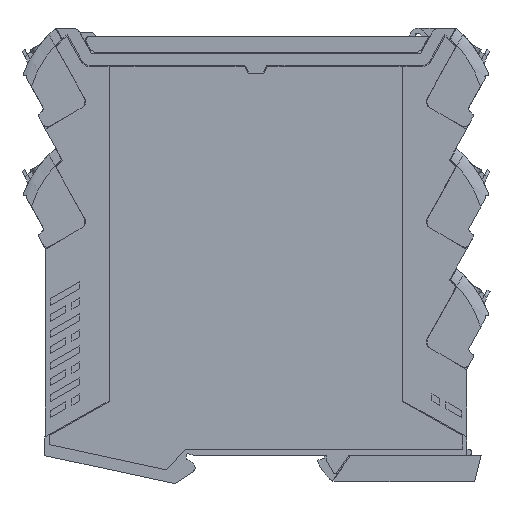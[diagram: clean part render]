
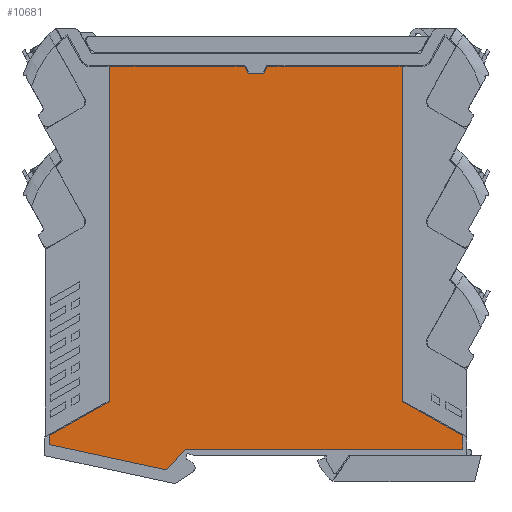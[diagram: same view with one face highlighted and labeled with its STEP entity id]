
A CAD part, left-side view. The second image highlights one B-rep face of the part: STEP entity #10681.
In plain terms, the highlighted planar face has unit normal (-1, 0, 0).
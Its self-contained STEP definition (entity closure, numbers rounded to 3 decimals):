
#10659=AXIS2_PLACEMENT_3D('Plane Axis2P3D',#10656,#10657,#10658) ;
#8088=CARTESIAN_POINT('Vertex',(0.,110.437,12.04)) ;
#8091=CARTESIAN_POINT('Line Origine',(0.,102.821,16.305)) ;
#8095=CARTESIAN_POINT('Vertex',(0.,95.205,20.571)) ;
#8120=CARTESIAN_POINT('Vertex',(0.,110.437,9.771)) ;
#8123=CARTESIAN_POINT('Line Origine',(0.,110.437,10.906)) ;
#8145=CARTESIAN_POINT('Vertex',(0.,80.884,3.413)) ;
#8148=CARTESIAN_POINT('Line Origine',(0.,95.661,6.592)) ;
#8166=CARTESIAN_POINT('Line Origine',(0.,78.847,5.745)) ;
#8170=CARTESIAN_POINT('Vertex',(0.,76.81,8.077)) ;
#8177=CARTESIAN_POINT('Vertex',(0.,76.332,8.624)) ;
#8180=CARTESIAN_POINT('Line Origine',(0.,76.568,8.353)) ;
#8184=CARTESIAN_POINT('Vertex',(0.,76.805,8.082)) ;
#8187=CARTESIAN_POINT('Line Origine',(0.,76.808,8.079)) ;
#8213=CARTESIAN_POINT('Vertex',(0.,6.773,8.624)) ;
#8216=CARTESIAN_POINT('Line Origine',(0.,41.552,8.624)) ;
#8238=CARTESIAN_POINT('Vertex',(0.,6.773,12.04)) ;
#8241=CARTESIAN_POINT('Line Origine',(0.,6.773,10.332)) ;
#8263=CARTESIAN_POINT('Vertex',(0.,22.005,20.571)) ;
#8266=CARTESIAN_POINT('Line Origine',(0.,14.389,16.305)) ;
#8288=CARTESIAN_POINT('Vertex',(0.,22.005,104.524)) ;
#8291=CARTESIAN_POINT('Line Origine',(0.,22.005,62.547)) ;
#8308=CARTESIAN_POINT('Vertex',(0.,55.774,104.524)) ;
#8311=CARTESIAN_POINT('Line Origine',(0.,54.024,104.524)) ;
#8315=CARTESIAN_POINT('Vertex',(0.,52.274,104.524)) ;
#8318=CARTESIAN_POINT('Line Origine',(0.,37.14,104.524)) ;
#8341=CARTESIAN_POINT('Vertex',(0.,56.66,102.624)) ;
#8344=CARTESIAN_POINT('Line Origine',(0.,56.217,103.574)) ;
#8366=CARTESIAN_POINT('Vertex',(0.,60.55,102.624)) ;
#8369=CARTESIAN_POINT('Line Origine',(0.,58.605,102.624)) ;
#8391=CARTESIAN_POINT('Vertex',(0.,61.436,104.524)) ;
#8394=CARTESIAN_POINT('Line Origine',(0.,60.993,103.574)) ;
#8407=CARTESIAN_POINT('Line Origine',(0.,63.186,104.524)) ;
#8411=CARTESIAN_POINT('Vertex',(0.,64.936,104.524)) ;
#8418=CARTESIAN_POINT('Vertex',(0.,95.205,104.524)) ;
#8421=CARTESIAN_POINT('Line Origine',(0.,80.07,104.524)) ;
#8440=CARTESIAN_POINT('Line Origine',(0.,95.205,62.547)) ;
#10656=CARTESIAN_POINT('Axis2P3D Location',(0.,58.605,7.024)) ;
#8092=DIRECTION('Vector Direction',(0.,0.872,-0.489)) ;
#8124=DIRECTION('Vector Direction',(0.,0.,-1.)) ;
#8149=DIRECTION('Vector Direction',(0.,-0.978,-0.21)) ;
#8167=DIRECTION('Vector Direction',(0.,-0.658,0.753)) ;
#8181=DIRECTION('Vector Direction',(0.,-0.658,0.753)) ;
#8188=DIRECTION('Vector Direction',(0.,-0.658,0.753)) ;
#8217=DIRECTION('Vector Direction',(0.,1.,0.)) ;
#8242=DIRECTION('Vector Direction',(0.,0.,1.)) ;
#8267=DIRECTION('Vector Direction',(0.,0.872,0.489)) ;
#8292=DIRECTION('Vector Direction',(0.,0.,1.)) ;
#8312=DIRECTION('Vector Direction',(0.,1.,0.)) ;
#8319=DIRECTION('Vector Direction',(0.,1.,0.)) ;
#8345=DIRECTION('Vector Direction',(0.,-0.423,0.906)) ;
#8370=DIRECTION('Vector Direction',(0.,1.,0.)) ;
#8395=DIRECTION('Vector Direction',(0.,0.423,0.906)) ;
#8408=DIRECTION('Vector Direction',(0.,1.,0.)) ;
#8422=DIRECTION('Vector Direction',(0.,1.,0.)) ;
#8441=DIRECTION('Vector Direction',(0.,0.,-1.)) ;
#10657=DIRECTION('Axis2P3D Direction',(-1.,0.,0.)) ;
#10658=DIRECTION('Axis2P3D XDirection',(0.,1.,0.)) ;
#8093=VECTOR('Line Direction',#8092,1.) ;
#8125=VECTOR('Line Direction',#8124,1.) ;
#8150=VECTOR('Line Direction',#8149,1.) ;
#8168=VECTOR('Line Direction',#8167,1.) ;
#8182=VECTOR('Line Direction',#8181,1.) ;
#8189=VECTOR('Line Direction',#8188,1.) ;
#8218=VECTOR('Line Direction',#8217,1.) ;
#8243=VECTOR('Line Direction',#8242,1.) ;
#8268=VECTOR('Line Direction',#8267,1.) ;
#8293=VECTOR('Line Direction',#8292,1.) ;
#8313=VECTOR('Line Direction',#8312,1.) ;
#8320=VECTOR('Line Direction',#8319,1.) ;
#8346=VECTOR('Line Direction',#8345,1.) ;
#8371=VECTOR('Line Direction',#8370,1.) ;
#8396=VECTOR('Line Direction',#8395,1.) ;
#8409=VECTOR('Line Direction',#8408,1.) ;
#8423=VECTOR('Line Direction',#8422,1.) ;
#8442=VECTOR('Line Direction',#8441,1.) ;
#10662=ORIENTED_EDGE('',*,*,#8172,.T.) ;
#10663=ORIENTED_EDGE('',*,*,#8191,.T.) ;
#10664=ORIENTED_EDGE('',*,*,#8186,.T.) ;
#10665=ORIENTED_EDGE('',*,*,#8220,.T.) ;
#10666=ORIENTED_EDGE('',*,*,#8245,.T.) ;
#10667=ORIENTED_EDGE('',*,*,#8270,.T.) ;
#10668=ORIENTED_EDGE('',*,*,#8295,.T.) ;
#10669=ORIENTED_EDGE('',*,*,#8322,.T.) ;
#10670=ORIENTED_EDGE('',*,*,#8317,.T.) ;
#10671=ORIENTED_EDGE('',*,*,#8348,.T.) ;
#10672=ORIENTED_EDGE('',*,*,#8373,.T.) ;
#10673=ORIENTED_EDGE('',*,*,#8398,.T.) ;
#10674=ORIENTED_EDGE('',*,*,#8413,.T.) ;
#10675=ORIENTED_EDGE('',*,*,#8425,.T.) ;
#10676=ORIENTED_EDGE('',*,*,#8444,.T.) ;
#10677=ORIENTED_EDGE('',*,*,#8097,.T.) ;
#10678=ORIENTED_EDGE('',*,*,#8127,.T.) ;
#10679=ORIENTED_EDGE('',*,*,#8152,.T.) ;
#10681=ADVANCED_FACE('GEHAEUSE',(#10680),#10660,.T.) ;
#8097=EDGE_CURVE('',#8096,#8089,#8094,.T.) ;
#8127=EDGE_CURVE('',#8089,#8121,#8126,.T.) ;
#8152=EDGE_CURVE('',#8121,#8146,#8151,.T.) ;
#8172=EDGE_CURVE('',#8146,#8171,#8169,.T.) ;
#8186=EDGE_CURVE('',#8185,#8178,#8183,.T.) ;
#8191=EDGE_CURVE('',#8171,#8185,#8190,.T.) ;
#8220=EDGE_CURVE('',#8178,#8214,#8219,.F.) ;
#8245=EDGE_CURVE('',#8214,#8239,#8244,.T.) ;
#8270=EDGE_CURVE('',#8239,#8264,#8269,.T.) ;
#8295=EDGE_CURVE('',#8264,#8289,#8294,.T.) ;
#8317=EDGE_CURVE('',#8316,#8309,#8314,.T.) ;
#8322=EDGE_CURVE('',#8289,#8316,#8321,.T.) ;
#8348=EDGE_CURVE('',#8309,#8342,#8347,.F.) ;
#8373=EDGE_CURVE('',#8342,#8367,#8372,.T.) ;
#8398=EDGE_CURVE('',#8367,#8392,#8397,.T.) ;
#8413=EDGE_CURVE('',#8392,#8412,#8410,.T.) ;
#8425=EDGE_CURVE('',#8412,#8419,#8424,.T.) ;
#8444=EDGE_CURVE('',#8419,#8096,#8443,.T.) ;
#10661=EDGE_LOOP('',(#10662,#10663,#10664,#10665,#10666,#10667,#10668,#10669,#10670,#10671,#10672,#10673,#10674,#10675,#10676,#10677,#10678,#10679)) ;
#10680=FACE_OUTER_BOUND('',#10661,.T.) ;
#8094=LINE('Line',#8091,#8093) ;
#8126=LINE('Line',#8123,#8125) ;
#8151=LINE('Line',#8148,#8150) ;
#8169=LINE('Line',#8166,#8168) ;
#8183=LINE('Line',#8180,#8182) ;
#8190=LINE('Line',#8187,#8189) ;
#8219=LINE('Line',#8216,#8218) ;
#8244=LINE('Line',#8241,#8243) ;
#8269=LINE('Line',#8266,#8268) ;
#8294=LINE('Line',#8291,#8293) ;
#8314=LINE('Line',#8311,#8313) ;
#8321=LINE('Line',#8318,#8320) ;
#8347=LINE('Line',#8344,#8346) ;
#8372=LINE('Line',#8369,#8371) ;
#8397=LINE('Line',#8394,#8396) ;
#8410=LINE('Line',#8407,#8409) ;
#8424=LINE('Line',#8421,#8423) ;
#8443=LINE('Line',#8440,#8442) ;
#10660=PLANE('',#10659) ;
#8089=VERTEX_POINT('',#8088) ;
#8096=VERTEX_POINT('',#8095) ;
#8121=VERTEX_POINT('',#8120) ;
#8146=VERTEX_POINT('',#8145) ;
#8171=VERTEX_POINT('',#8170) ;
#8178=VERTEX_POINT('',#8177) ;
#8185=VERTEX_POINT('',#8184) ;
#8214=VERTEX_POINT('',#8213) ;
#8239=VERTEX_POINT('',#8238) ;
#8264=VERTEX_POINT('',#8263) ;
#8289=VERTEX_POINT('',#8288) ;
#8309=VERTEX_POINT('',#8308) ;
#8316=VERTEX_POINT('',#8315) ;
#8342=VERTEX_POINT('',#8341) ;
#8367=VERTEX_POINT('',#8366) ;
#8392=VERTEX_POINT('',#8391) ;
#8412=VERTEX_POINT('',#8411) ;
#8419=VERTEX_POINT('',#8418) ;
